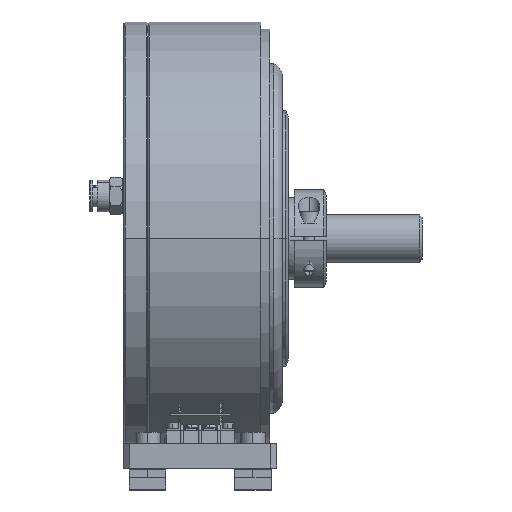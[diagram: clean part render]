
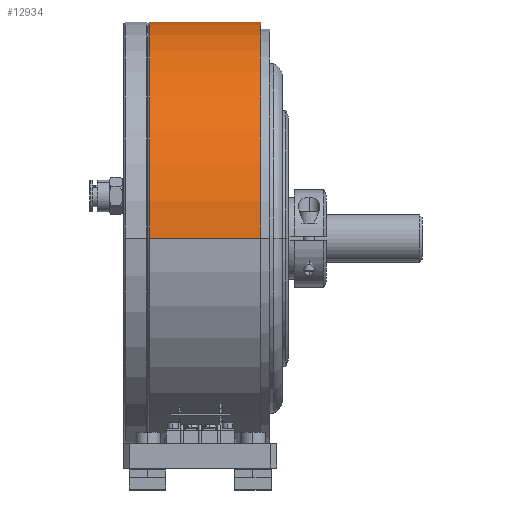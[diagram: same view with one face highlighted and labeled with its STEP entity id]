
A CAD part, top view. The second image highlights one B-rep face of the part: STEP entity #12934.
In plain terms, the highlighted cylindrical face has radius 113.03 mm (diameter 226.06 mm), a partial arc.
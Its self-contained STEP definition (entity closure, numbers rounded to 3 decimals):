
#1007 = CARTESIAN_POINT ( 'NONE',  ( -3.689, 0., 0. ) ) ;
#1347 = CARTESIAN_POINT ( 'NONE',  ( 13.386, 0., 113.03 ) ) ;
#2081 = CARTESIAN_POINT ( 'NONE',  ( 16.672, 1.023, -113.026 ) ) ;
#2163 = VECTOR ( 'NONE', #8028, 1000. ) ;
#2191 = CARTESIAN_POINT ( 'NONE',  ( 22.539, 1.406, -113.021 ) ) ;
#2259 = DIRECTION ( 'NONE',  ( -1., 0., 0. ) ) ;
#2398 = EDGE_CURVE ( 'NONE', #8775, #13701, #6977, .T. ) ;
#3012 = CARTESIAN_POINT ( 'NONE',  ( 22.86, 0., -113.03 ) ) ;
#3314 = CARTESIAN_POINT ( 'NONE',  ( 13.386, 0., 0. ) ) ;
#4301 = CARTESIAN_POINT ( 'NONE',  ( 16.51, 0.209, -113.03 ) ) ;
#4412 = CARTESIAN_POINT ( 'NONE',  ( 22.077, 2.098, -113.011 ) ) ;
#4451 = CARTESIAN_POINT ( 'NONE',  ( 19.266, 3.175, -112.985 ) ) ;
#4784 = ORIENTED_EDGE ( 'NONE', *, *, #6696, .T. ) ;
#5149 = B_SPLINE_CURVE_WITH_KNOTS ( 'NONE', 3,
 ( #24456, #4301, #13274, #22257, #2081, #11070, #20054, #29044, #8872, #17849, #26821, #6661, #15637, #24606, #4451, #13419 ),
 .UNSPECIFIED., .F., .F.,
 ( 4, 2, 2, 2, 2, 2, 2, 4 ),
 ( 0.015, 0.016, 0.016, 0.017, 0.017, 0.018, 0.019, 0.02 ),
 .UNSPECIFIED. ) ;
#6173 = VERTEX_POINT ( 'NONE', #1347 ) ;
#6451 = DIRECTION ( 'NONE',  ( 0., 0., 1. ) ) ;
#6617 = CARTESIAN_POINT ( 'NONE',  ( 21.276, 2.756, -112.996 ) ) ;
#6661 = CARTESIAN_POINT ( 'NONE',  ( 18.092, 2.754, -112.997 ) ) ;
#6684 = VECTOR ( 'NONE', #24921, 1000. ) ;
#6696 = EDGE_CURVE ( 'NONE', #22204, #8775, #12235, .T. ) ;
#6977 = LINE ( 'NONE', #15952, #6684 ) ;
#7528 = ORIENTED_EDGE ( 'NONE', *, *, #15455, .F. ) ;
#8028 = DIRECTION ( 'NONE',  ( -1., 0., 0. ) ) ;
#8775 = VERTEX_POINT ( 'NONE', #12775 ) ;
#8834 = CARTESIAN_POINT ( 'NONE',  ( 20.507, 3.074, -112.988 ) ) ;
#8872 = CARTESIAN_POINT ( 'NONE',  ( 17.293, 2.098, -113.011 ) ) ;
#8982 = CARTESIAN_POINT ( 'NONE',  ( 22.86, 0.207, -113.03 ) ) ;
#10000 = DIRECTION ( 'NONE',  ( -1., 0., 0. ) ) ;
#10627 = VECTOR ( 'NONE', #2259, 1000. ) ;
#10930 = VERTEX_POINT ( 'NONE', #21253 ) ;
#11030 = CARTESIAN_POINT ( 'NONE',  ( 19.685, 3.175, -112.985 ) ) ;
#11070 = CARTESIAN_POINT ( 'NONE',  ( 16.831, 1.408, -113.021 ) ) ;
#11179 = CARTESIAN_POINT ( 'NONE',  ( 22.698, 1.023, -113.026 ) ) ;
#11605 = ORIENTED_EDGE ( 'NONE', *, *, #14308, .T. ) ;
#12196 = FACE_OUTER_BOUND ( 'NONE', #19399, .T. ) ;
#12235 = CIRCLE ( 'NONE', #28698, 113.03 ) ;
#12292 = DIRECTION ( 'NONE',  ( 1., 0., 0. ) ) ;
#12405 = ORIENTED_EDGE ( 'NONE', *, *, #16935, .F. ) ;
#12775 = CARTESIAN_POINT ( 'NONE',  ( 71.45, 0., -113.03 ) ) ;
#12934 = ADVANCED_FACE ( 'NONE', ( #12196 ), #21184, .T. ) ;
#13274 = CARTESIAN_POINT ( 'NONE',  ( 16.531, 0.416, -113.029 ) ) ;
#13377 = CARTESIAN_POINT ( 'NONE',  ( 22.209, 1.938, -113.014 ) ) ;
#13419 = CARTESIAN_POINT ( 'NONE',  ( 19.685, 3.175, -112.985 ) ) ;
#13448 = LINE ( 'NONE', #22435, #10627 ) ;
#13701 = VERTEX_POINT ( 'NONE', #3012 ) ;
#13774 = VERTEX_POINT ( 'NONE', #27884 ) ;
#14308 = EDGE_CURVE ( 'NONE', #13774, #10930, #19217, .T. ) ;
#15235 = EDGE_CURVE ( 'NONE', #10930, #6173, #21042, .T. ) ;
#15455 = EDGE_CURVE ( 'NONE', #22204, #6173, #13448, .T. ) ;
#15597 = CARTESIAN_POINT ( 'NONE',  ( 21.621, 2.525, -113.002 ) ) ;
#15637 = CARTESIAN_POINT ( 'NONE',  ( 18.277, 2.853, -112.994 ) ) ;
#15952 = CARTESIAN_POINT ( 'NONE',  ( -3.689, 0., -113.03 ) ) ;
#16019 = ORIENTED_EDGE ( 'NONE', *, *, #15235, .T. ) ;
#16935 = EDGE_CURVE ( 'NONE', #13774, #23170, #5149, .T. ) ;
#17502 = ORIENTED_EDGE ( 'NONE', *, *, #25506, .F. ) ;
#17641 = CARTESIAN_POINT ( 'NONE',  ( 71.45, 0., 0. ) ) ;
#17811 = CARTESIAN_POINT ( 'NONE',  ( 20.709, 3.013, -112.99 ) ) ;
#17849 = CARTESIAN_POINT ( 'NONE',  ( 17.586, 2.391, -113.005 ) ) ;
#17958 = CARTESIAN_POINT ( 'NONE',  ( 22.86, 0., -113.03 ) ) ;
#18765 = CARTESIAN_POINT ( 'NONE',  ( 71.45, 0., 113.03 ) ) ;
#18970 = DIRECTION ( 'NONE',  ( 0., 0., 1. ) ) ;
#19217 = LINE ( 'NONE', #28192, #2163 ) ;
#19399 = EDGE_LOOP ( 'NONE', ( #4784, #28840, #17502, #12405, #11605, #16019, #7528 ) ) ;
#20017 = CARTESIAN_POINT ( 'NONE',  ( 19.895, 3.175, -112.985 ) ) ;
#20054 = CARTESIAN_POINT ( 'NONE',  ( 16.929, 1.59, -113.019 ) ) ;
#20166 = CARTESIAN_POINT ( 'NONE',  ( 22.759, 0.823, -113.027 ) ) ;
#21042 = CIRCLE ( 'NONE', #24783, 113.03 ) ;
#21184 = CYLINDRICAL_SURFACE ( 'NONE', #24083, 113.03 ) ;
#21253 = CARTESIAN_POINT ( 'NONE',  ( 13.386, 0., -113.03 ) ) ;
#21286 = DIRECTION ( 'NONE',  ( 0., 0., -1. ) ) ;
#22204 = VERTEX_POINT ( 'NONE', #18765 ) ;
#22257 = CARTESIAN_POINT ( 'NONE',  ( 16.611, 0.822, -113.027 ) ) ;
#22364 = CARTESIAN_POINT ( 'NONE',  ( 22.441, 1.591, -113.019 ) ) ;
#22435 = CARTESIAN_POINT ( 'NONE',  ( -3.689, 0., 113.03 ) ) ;
#23170 = VERTEX_POINT ( 'NONE', #28947 ) ;
#23321 = B_SPLINE_CURVE_WITH_KNOTS ( 'NONE', 3,
 ( #11030, #20017, #29007, #8834, #17811, #26781, #6617, #15597, #24570, #4412, #13377, #22364, #2191, #11179, #20166, #29151, #8982, #17958 ),
 .UNSPECIFIED., .F., .F.,
 ( 4, 2, 2, 2, 2, 2, 2, 2, 4 ),
 ( 0., 0.001, 0.001, 0.002, 0.002, 0.003, 0.004, 0.004, 0.005 ),
 .UNSPECIFIED. ) ;
#24083 = AXIS2_PLACEMENT_3D ( 'NONE', #1007, #10000, #18970 ) ;
#24456 = CARTESIAN_POINT ( 'NONE',  ( 16.51, 0., -113.03 ) ) ;
#24570 = CARTESIAN_POINT ( 'NONE',  ( 21.784, 2.391, -113.005 ) ) ;
#24606 = CARTESIAN_POINT ( 'NONE',  ( 18.849, 3.091, -112.988 ) ) ;
#24783 = AXIS2_PLACEMENT_3D ( 'NONE', #3314, #12292, #21286 ) ;
#24921 = DIRECTION ( 'NONE',  ( -1., 0., 0. ) ) ;
#25506 = EDGE_CURVE ( 'NONE', #23170, #13701, #23321, .T. ) ;
#26610 = DIRECTION ( 'NONE',  ( -1., 0., 0. ) ) ;
#26781 = CARTESIAN_POINT ( 'NONE',  ( 21.093, 2.853, -112.994 ) ) ;
#26821 = CARTESIAN_POINT ( 'NONE',  ( 17.745, 2.522, -113.002 ) ) ;
#27884 = CARTESIAN_POINT ( 'NONE',  ( 16.51, 0., -113.03 ) ) ;
#28192 = CARTESIAN_POINT ( 'NONE',  ( -3.689, 0., -113.03 ) ) ;
#28698 = AXIS2_PLACEMENT_3D ( 'NONE', #17641, #26610, #6451 ) ;
#28840 = ORIENTED_EDGE ( 'NONE', *, *, #2398, .T. ) ;
#28947 = CARTESIAN_POINT ( 'NONE',  ( 19.685, 3.175, -112.985 ) ) ;
#29007 = CARTESIAN_POINT ( 'NONE',  ( 20.101, 3.154, -112.986 ) ) ;
#29044 = CARTESIAN_POINT ( 'NONE',  ( 17.159, 1.934, -113.014 ) ) ;
#29151 = CARTESIAN_POINT ( 'NONE',  ( 22.84, 0.413, -113.029 ) ) ;
